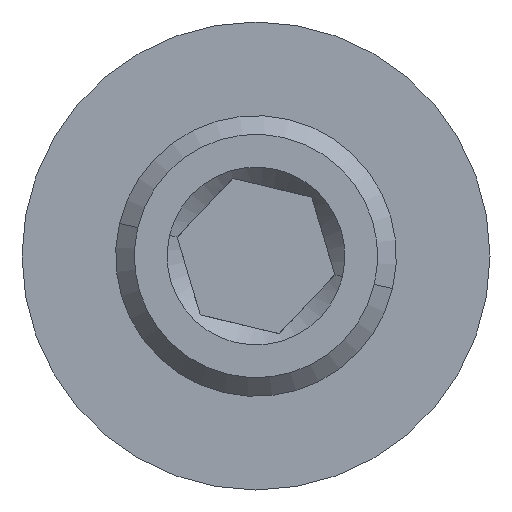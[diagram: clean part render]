
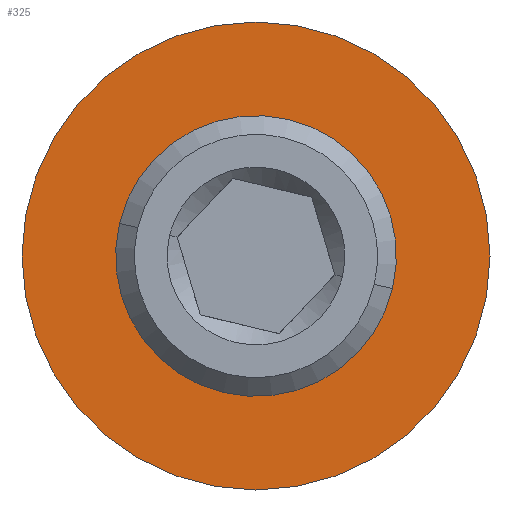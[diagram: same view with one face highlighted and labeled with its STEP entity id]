
A CAD part, front view. The second image highlights one B-rep face of the part: STEP entity #325.
In plain terms, the highlighted planar face has unit normal (0, -1, 0).
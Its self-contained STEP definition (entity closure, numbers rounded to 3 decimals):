
#10 = CARTESIAN_POINT ( 'NONE',  ( 0., -330., 0. ) ) ;
#34 = ORIENTED_EDGE ( 'NONE', *, *, #502, .T. ) ;
#46 = EDGE_CURVE ( 'NONE', #396, #173, #912, .T. ) ;
#50 = FACE_BOUND ( 'NONE', #790, .T. ) ;
#93 = AXIS2_PLACEMENT_3D ( 'NONE', #10, #214, #792 ) ;
#114 = CARTESIAN_POINT ( 'NONE',  ( -10., -330., 0. ) ) ;
#173 = VERTEX_POINT ( 'NONE', #867 ) ;
#207 = AXIS2_PLACEMENT_3D ( 'NONE', #686, #244, #820 ) ;
#210 = CIRCLE ( 'NONE', #93, 10. ) ;
#214 = DIRECTION ( 'NONE',  ( 0., -1., 0. ) ) ;
#219 = DIRECTION ( 'NONE',  ( 1., 0., 0. ) ) ;
#244 = DIRECTION ( 'NONE',  ( 0., -1., 0. ) ) ;
#282 = DIRECTION ( 'NONE',  ( 0., 1., 0. ) ) ;
#300 = AXIS2_PLACEMENT_3D ( 'NONE', #837, #397, #547 ) ;
#323 = AXIS2_PLACEMENT_3D ( 'NONE', #879, #377, #813 ) ;
#325 = ADVANCED_FACE ( 'NONE', ( #50, #922 ), #678, .T. ) ;
#363 = ORIENTED_EDGE ( 'NONE', *, *, #46, .T. ) ;
#377 = DIRECTION ( 'NONE',  ( 0., -1., 0. ) ) ;
#396 = VERTEX_POINT ( 'NONE', #884 ) ;
#397 = DIRECTION ( 'NONE',  ( 0., 1., 0. ) ) ;
#502 = EDGE_CURVE ( 'NONE', #756, #770, #210, .T. ) ;
#547 = DIRECTION ( 'NONE',  ( 1., 0., 0. ) ) ;
#678 = PLANE ( 'NONE',  #323 ) ;
#686 = CARTESIAN_POINT ( 'NONE',  ( 0., -330., 0. ) ) ;
#692 = EDGE_LOOP ( 'NONE', ( #844, #34 ) ) ;
#693 = AXIS2_PLACEMENT_3D ( 'NONE', #786, #282, #219 ) ;
#713 = CIRCLE ( 'NONE', #300, 5.85 ) ;
#720 = ORIENTED_EDGE ( 'NONE', *, *, #831, .T. ) ;
#744 = CARTESIAN_POINT ( 'NONE',  ( 10., -330., 0. ) ) ;
#750 = CIRCLE ( 'NONE', #207, 10. ) ;
#756 = VERTEX_POINT ( 'NONE', #114 ) ;
#770 = VERTEX_POINT ( 'NONE', #744 ) ;
#786 = CARTESIAN_POINT ( 'NONE',  ( 0., -330., 0. ) ) ;
#790 = EDGE_LOOP ( 'NONE', ( #720, #363 ) ) ;
#792 = DIRECTION ( 'NONE',  ( 1., 0., 0. ) ) ;
#812 = EDGE_CURVE ( 'NONE', #770, #756, #750, .T. ) ;
#813 = DIRECTION ( 'NONE',  ( 1., 0., 0. ) ) ;
#820 = DIRECTION ( 'NONE',  ( 1., 0., 0. ) ) ;
#831 = EDGE_CURVE ( 'NONE', #173, #396, #713, .T. ) ;
#837 = CARTESIAN_POINT ( 'NONE',  ( 0., -330., 0. ) ) ;
#844 = ORIENTED_EDGE ( 'NONE', *, *, #812, .T. ) ;
#867 = CARTESIAN_POINT ( 'NONE',  ( 5.85, -330., 0. ) ) ;
#879 = CARTESIAN_POINT ( 'NONE',  ( 5.1, -330., 0. ) ) ;
#884 = CARTESIAN_POINT ( 'NONE',  ( -5.85, -330., 0. ) ) ;
#912 = CIRCLE ( 'NONE', #693, 5.85 ) ;
#922 = FACE_OUTER_BOUND ( 'NONE', #692, .T. ) ;
